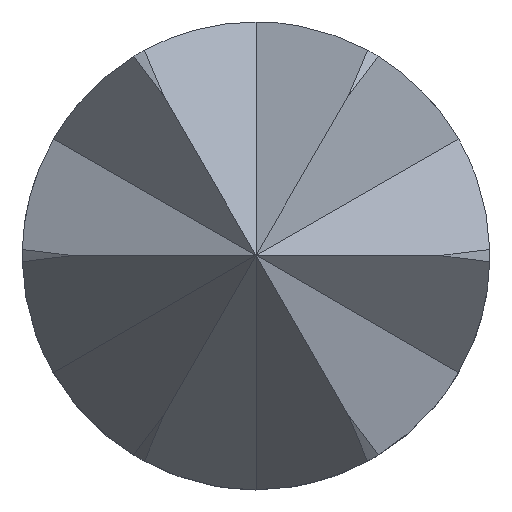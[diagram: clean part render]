
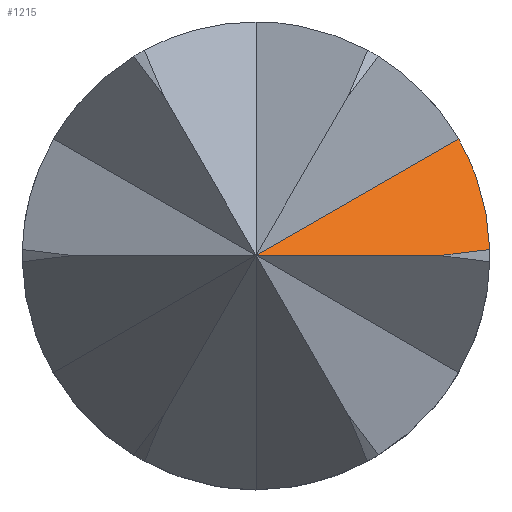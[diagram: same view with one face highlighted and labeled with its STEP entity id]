
A CAD part, top view. The second image highlights one B-rep face of the part: STEP entity #1215.
In plain terms, the highlighted planar face has unit normal (0.488, 0.663, 0.568).
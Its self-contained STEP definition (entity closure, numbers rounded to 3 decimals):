
#285=CARTESIAN_POINT('',(0.9,0.024,23.9));
#286=CARTESIAN_POINT('',(0.898,0.091,23.823));
#287=CARTESIAN_POINT('',(0.879,0.228,23.679));
#288=CARTESIAN_POINT('',(0.823,0.374,23.557));
#289=CARTESIAN_POINT('',(0.779,0.45,23.506));
#582=CARTESIAN_POINT('',(0.707,0.,
24.093));
#594=DIRECTION('',(0.759,0.,-0.651));
#595=VECTOR('',#594,0.932);
#596=CARTESIAN_POINT('',(0.,0.,24.7));
#597=LINE('',#596,#595);
#601=CARTESIAN_POINT('',(0.707,0.,
24.093));
#602=CARTESIAN_POINT('',(0.737,0.004,24.063));
#603=CARTESIAN_POINT('',(0.799,0.011,24.001));
#604=CARTESIAN_POINT('',(0.865,0.019,23.935));
#605=CARTESIAN_POINT('',(0.9,0.024,23.9));
#619=DIRECTION('',(0.521,0.301,-0.799));
#620=VECTOR('',#619,1.495);
#621=CARTESIAN_POINT('',(0.,0.,24.7));
#622=LINE('',#621,#620);
#647=CARTESIAN_POINT('',(0.9,0.024,23.9));
#649=VERTEX_POINT('',#647);
#661=CARTESIAN_POINT('',(0.,0.,24.7));
#662=CARTESIAN_POINT('',(0.779,0.45,23.506));
#663=VERTEX_POINT('',#661);
#664=VERTEX_POINT('',#662);
#678=VERTEX_POINT('',#582);
#1203=CARTESIAN_POINT('',(0.594,-0.581,
24.868));
#1204=DIRECTION('',(-0.488,-0.663,-0.568));
#1205=DIRECTION('',(-0.7,0.686,-0.199));
#1206=AXIS2_PLACEMENT_3D('',#1203,#1204,#1205);
#1207=PLANE('',#1206);
#1208=ORIENTED_EDGE('',*,*,#1041,.F.);
#1209=ORIENTED_EDGE('',*,*,#1198,.F.);
#1211=ORIENTED_EDGE('',*,*,#1210,.T.);
#1212=ORIENTED_EDGE('',*,*,#948,.F.);
#1213=EDGE_LOOP('',(#1208,#1209,#1211,#1212));
#1214=FACE_OUTER_BOUND('',#1213,.F.);
#1215=ADVANCED_FACE('',(#1214),#1207,.F.);
#290=B_SPLINE_CURVE_WITH_KNOTS('',3,(#285,#286,#287,#288,#289),.UNSPECIFIED.,
.F.,.F.,(4,1,4),(0.,0.5,1.),.UNSPECIFIED.);
#606=B_SPLINE_CURVE_WITH_KNOTS('',3,(#601,#602,#603,#604,#605),.UNSPECIFIED.,
.F.,.F.,(4,1,4),(0.,0.5,1.),.UNSPECIFIED.);
#948=EDGE_CURVE('',#649,#664,#290,.T.);
#1041=EDGE_CURVE('',#678,#649,#606,.T.);
#1198=EDGE_CURVE('',#663,#678,#597,.T.);
#1210=EDGE_CURVE('',#663,#664,#622,.T.);
